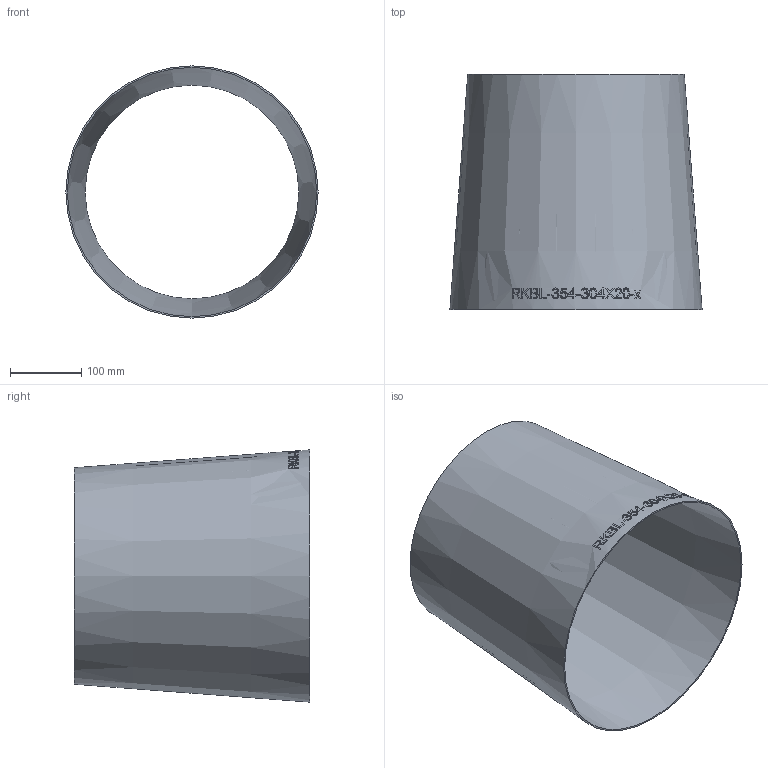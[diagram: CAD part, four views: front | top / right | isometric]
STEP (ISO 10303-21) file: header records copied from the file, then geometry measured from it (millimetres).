
FILE_DESCRIPTION (( 'STEP AP214' ), '1' );
FILE_NAME ('RKBL-354-304X20-x Reduzierung aus Blech 2006.STEP', '2020-06-18T06:54:04', ( '' ), ( '' ), 'SwSTEP 2.0', 'SolidWorks 2019', '' );
FILE_SCHEMA (( 'AUTOMOTIVE_DESIGN' ));
Length unit declared in the file: millimetre
Products named in the file (1): RKBL-354-304X20-x Reduzierung aus Blech 2006
Bounding box: 354 x 330 x 354 mm (x, y, z)
Volume: 679788.9 mm3; surface area: 684103.2 mm2
Topology: 1 solids, 1 shells, 238 faces, 636 edges, 424 vertices
Faces by surface type: bspline 210, cone 26, plane 2
Entity records: 37547 total; most frequent: CARTESIAN_POINT 30945, ORIENTED_EDGE 1268, EDGE_CURVE 634, B_SPLINE_CURVE_WITH_KNOTS 630, VERTEX_POINT 424, EDGE_LOOP 266, FACE_OUTER_BOUND 238, ADVANCED_FACE 238
